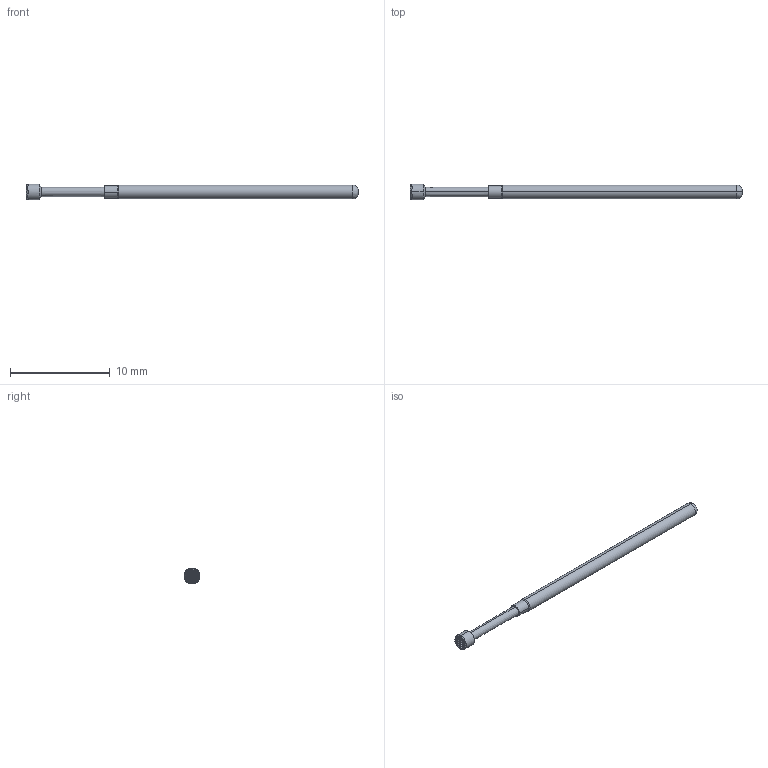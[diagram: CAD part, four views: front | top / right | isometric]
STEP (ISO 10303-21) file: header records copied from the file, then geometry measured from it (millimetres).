
FILE_DESCRIPTION (( 'STEP AP214' ), '1' );
FILE_NAME ('100-PRP2559_.STEP', '2016-05-27T14:01:54', ( 'spare' ), ( '' ), 'SwSTEP 2.0', 'SolidWorks 2016', '' );
FILE_SCHEMA (( 'AUTOMOTIVE_DESIGN' ));
Length unit declared in the file: inch
Products named in the file (1): 100-PRP2559_
Bounding box: 33.28 x 1.58 x 1.58 mm (x, y, z)
Volume: 43.7 mm3; surface area: 138.5 mm2
Topology: 1 solids, 1 shells, 619 faces, 1262 edges, 646 vertices
Faces by surface type: bspline 360, plane 243, cone 8, cylinder 6, torus 2
Entity records: 27514 total; most frequent: CARTESIAN_POINT 9311, ORIENTED_EDGE 2524, DIRECTION 1298, EDGE_CURVE 1262, LINE 734, VECTOR 734, VERTEX_POINT 646, UNCERTAINTY_MEASURE_WITH_UNIT 622
